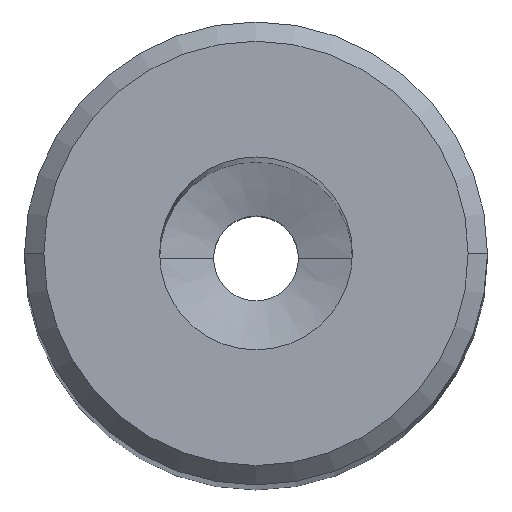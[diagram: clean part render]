
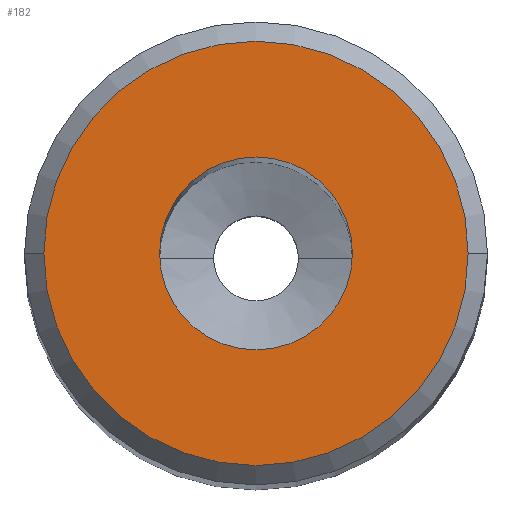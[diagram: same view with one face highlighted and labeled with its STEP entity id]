
A CAD part, top view. The second image highlights one B-rep face of the part: STEP entity #182.
In plain terms, the highlighted planar face has unit normal (0, 0, 1).
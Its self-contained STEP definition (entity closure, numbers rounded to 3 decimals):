
#164=VERTEX_POINT('NONE',#346);
#174=VERTEX_POINT('NONE',#357);
#180=VERTEX_POINT('NONE',#363);
#182=ADVANCED_FACE('NONE',(#365,#366),#367,.F.);
#190=VERTEX_POINT('NONE',#377);
#200=EDGE_CURVE('NONE',#180,#164,#389,.T.);
#206=EDGE_CURVE('NONE',#174,#190,#397,.T.);
#226=EDGE_CURVE('NONE',#164,#180,#421,.T.);
#260=EDGE_CURVE('NONE',#190,#174,#458,.T.);
#346=CARTESIAN_POINT('',(5.5,0.,77.0));
#357=CARTESIAN_POINT('',(2.5,0.0,77.0));
#363=CARTESIAN_POINT('',(-5.5,0.0,77.0));
#365=FACE_OUTER_BOUND('',#580,.T.);
#366=FACE_BOUND('',#581,.T.);
#367=PLANE('',#582);
#377=CARTESIAN_POINT('',(-2.5,0.,77.0));
#389=CIRCLE('',#609,5.5);
#397=CIRCLE('',#620,2.5);
#421=CIRCLE('',#648,5.5);
#458=CIRCLE('',#698,2.5);
#580=EDGE_LOOP('',(#790,#791));
#581=EDGE_LOOP('',(#792,#793));
#582=AXIS2_PLACEMENT_3D('',#794,#795,#796);
#609=AXIS2_PLACEMENT_3D('',#828,#829,#830);
#620=AXIS2_PLACEMENT_3D('',#840,#841,#842);
#648=AXIS2_PLACEMENT_3D('',#884,#885,#886);
#698=AXIS2_PLACEMENT_3D('',#932,#933,#934);
#790=ORIENTED_EDGE('',*,*,#200,.T.);
#791=ORIENTED_EDGE('',*,*,#226,.T.);
#792=ORIENTED_EDGE('',*,*,#206,.F.);
#793=ORIENTED_EDGE('',*,*,#260,.F.);
#794=CARTESIAN_POINT('',(0.0,6.,77.0));
#795=DIRECTION('',(0.0,0.0,-1.0));
#796=DIRECTION('',(0.0,1.0,0.0));
#828=CARTESIAN_POINT('',(0.0,0.0,77.0));
#829=DIRECTION('',(0.0,0.0,1.0));
#830=DIRECTION('',(-1.0,0.0,0.0));
#840=CARTESIAN_POINT('',(0.0,0.0,77.0));
#841=DIRECTION('',(0.0,0.0,1.0));
#842=DIRECTION('',(1.0,0.0,0.0));
#884=CARTESIAN_POINT('',(0.0,0.0,77.0));
#885=DIRECTION('',(0.0,0.0,1.0));
#886=DIRECTION('',(-1.0,0.0,0.0));
#932=CARTESIAN_POINT('',(0.0,0.0,77.0));
#933=DIRECTION('',(0.0,0.0,1.0));
#934=DIRECTION('',(1.0,0.0,0.0));
